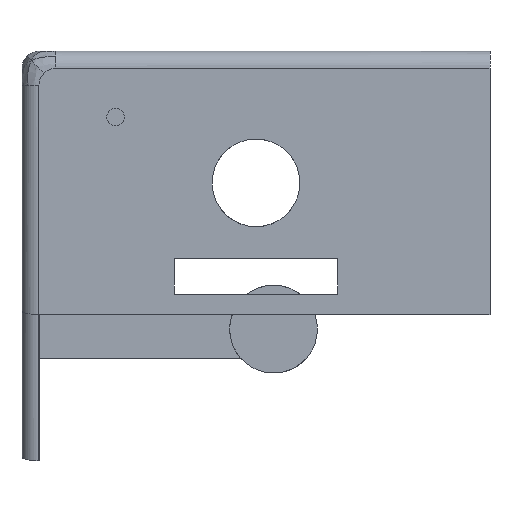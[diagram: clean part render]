
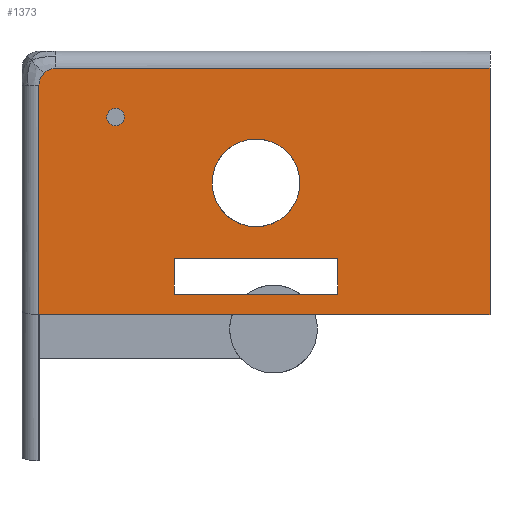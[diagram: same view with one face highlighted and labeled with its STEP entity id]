
A CAD part, front view. The second image highlights one B-rep face of the part: STEP entity #1373.
In plain terms, the highlighted planar face has unit normal (0, -1, 0).
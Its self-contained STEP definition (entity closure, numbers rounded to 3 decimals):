
#44=FACE_BOUND('',#473,.T.);
#45=FACE_BOUND('',#474,.T.);
#46=FACE_BOUND('',#475,.T.);
#79=LINE('',#2536,#203);
#87=LINE('',#2586,#211);
#93=LINE('',#2600,#217);
#98=LINE('',#2610,#222);
#105=LINE('',#2623,#229);
#107=LINE('',#2626,#231);
#132=LINE('',#2681,#256);
#134=LINE('',#2684,#258);
#203=VECTOR('',#1642,10.);
#211=VECTOR('',#1672,10.);
#217=VECTOR('',#1682,10.);
#222=VECTOR('',#1691,10.);
#229=VECTOR('',#1704,10.);
#231=VECTOR('',#1708,10.);
#256=VECTOR('',#1769,10.);
#258=VECTOR('',#1773,10.);
#324=PLANE('',#1492);
#389=FACE_OUTER_BOUND('',#472,.T.);
#472=EDGE_LOOP('',(#1157,#1158,#1159,#1160,#1161,#1162));
#473=EDGE_LOOP('',(#1163,#1164,#1165,#1166));
#474=EDGE_LOOP('',(#1167));
#475=EDGE_LOOP('',(#1168));
#509=CIRCLE('',#1418,2.9);
#512=CIRCLE('',#1421,2.9);
#540=CIRCLE('',#1458,1.5);
#546=CIRCLE('',#1475,7.5);
#587=VERTEX_POINT('',#1955);
#588=VERTEX_POINT('',#1962);
#590=VERTEX_POINT('',#2008);
#640=VERTEX_POINT('',#2532);
#644=VERTEX_POINT('',#2547);
#648=VERTEX_POINT('',#2558);
#652=VERTEX_POINT('',#2584);
#657=VERTEX_POINT('',#2597);
#658=VERTEX_POINT('',#2599);
#661=VERTEX_POINT('',#2609);
#664=VERTEX_POINT('',#2622);
#667=VERTEX_POINT('',#2633);
#717=EDGE_CURVE('',#587,#588,#509,.T.);
#721=EDGE_CURVE('',#590,#587,#512,.T.);
#785=EDGE_CURVE('',#588,#640,#79,.T.);
#791=EDGE_CURVE('',#644,#644,#540,.T.);
#801=EDGE_CURVE('',#648,#652,#87,.T.);
#807=EDGE_CURVE('',#658,#657,#93,.T.);
#812=EDGE_CURVE('',#661,#658,#98,.T.);
#819=EDGE_CURVE('',#664,#661,#105,.T.);
#821=EDGE_CURVE('',#657,#664,#107,.T.);
#826=EDGE_CURVE('',#667,#667,#546,.T.);
#850=EDGE_CURVE('',#652,#640,#132,.T.);
#852=EDGE_CURVE('',#648,#590,#134,.T.);
#1157=ORIENTED_EDGE('',*,*,#852,.F.);
#1158=ORIENTED_EDGE('',*,*,#801,.T.);
#1159=ORIENTED_EDGE('',*,*,#850,.T.);
#1160=ORIENTED_EDGE('',*,*,#785,.F.);
#1161=ORIENTED_EDGE('',*,*,#717,.F.);
#1162=ORIENTED_EDGE('',*,*,#721,.F.);
#1163=ORIENTED_EDGE('',*,*,#819,.T.);
#1164=ORIENTED_EDGE('',*,*,#812,.T.);
#1165=ORIENTED_EDGE('',*,*,#807,.T.);
#1166=ORIENTED_EDGE('',*,*,#821,.T.);
#1167=ORIENTED_EDGE('',*,*,#826,.F.);
#1168=ORIENTED_EDGE('',*,*,#791,.T.);
#1373=ADVANCED_FACE('',(#389,#44,#45,#46),#324,.T.);
#1418=AXIS2_PLACEMENT_3D('',#1963,#1542,#1543);
#1421=AXIS2_PLACEMENT_3D('',#2010,#1548,#1549);
#1458=AXIS2_PLACEMENT_3D('',#2548,#1655,#1656);
#1475=AXIS2_PLACEMENT_3D('',#2635,#1716,#1717);
#1492=AXIS2_PLACEMENT_3D('',#2686,#1775,#1776);
#1542=DIRECTION('center_axis',(0.,1.,0.));
#1543=DIRECTION('ref_axis',(-0.707,0.,0.707));
#1548=DIRECTION('center_axis',(0.,1.,0.));
#1549=DIRECTION('ref_axis',(-0.707,0.,0.707));
#1642=DIRECTION('',(1.,0.,0.));
#1655=DIRECTION('center_axis',(0.,1.,0.));
#1656=DIRECTION('ref_axis',(1.,0.,0.));
#1672=DIRECTION('',(1.,0.,0.));
#1682=DIRECTION('',(-1.,0.,0.));
#1691=DIRECTION('',(0.,0.,-1.));
#1704=DIRECTION('',(1.,0.,0.));
#1708=DIRECTION('',(0.,0.,1.));
#1716=DIRECTION('center_axis',(0.,-1.,0.));
#1717=DIRECTION('ref_axis',(1.,0.,0.));
#1769=DIRECTION('',(0.,0.,1.));
#1773=DIRECTION('',(0.,0.,1.));
#1775=DIRECTION('center_axis',(0.,-1.,0.));
#1776=DIRECTION('ref_axis',(0.,0.,-1.));
#1955=CARTESIAN_POINT('',(3.749,0.,41.251));
#1962=CARTESIAN_POINT('',(5.8,0.,42.1));
#1963=CARTESIAN_POINT('Origin',(5.8,0.,39.2));
#2008=CARTESIAN_POINT('',(2.9,0.,39.2));
#2010=CARTESIAN_POINT('Origin',(5.8,0.,39.2));
#2532=CARTESIAN_POINT('',(80.,0.,42.1));
#2536=CARTESIAN_POINT('',(20.,0.,42.1));
#2547=CARTESIAN_POINT('',(14.5,0.,33.75));
#2548=CARTESIAN_POINT('Origin',(16.,0.,33.75));
#2558=CARTESIAN_POINT('',(2.9,0.,0.));
#2584=CARTESIAN_POINT('',(80.,0.,0.));
#2586=CARTESIAN_POINT('',(0.,0.,0.));
#2597=CARTESIAN_POINT('',(26.,0.,3.5));
#2599=CARTESIAN_POINT('',(54.,0.,3.5));
#2600=CARTESIAN_POINT('',(27.,0.,3.5));
#2609=CARTESIAN_POINT('',(54.,0.,9.5));
#2610=CARTESIAN_POINT('',(54.,0.,4.75));
#2622=CARTESIAN_POINT('',(26.,0.,9.5));
#2623=CARTESIAN_POINT('',(13.,0.,9.5));
#2626=CARTESIAN_POINT('',(26.,0.,1.75));
#2633=CARTESIAN_POINT('',(32.5,0.,22.5));
#2635=CARTESIAN_POINT('Origin',(40.,0.,22.5));
#2681=CARTESIAN_POINT('',(80.,0.,0.));
#2684=CARTESIAN_POINT('',(2.9,0.,0.));
#2686=CARTESIAN_POINT('Origin',(0.,0.,11.));
